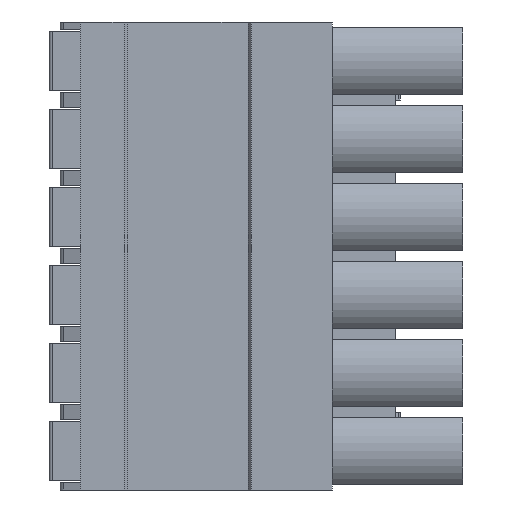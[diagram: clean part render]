
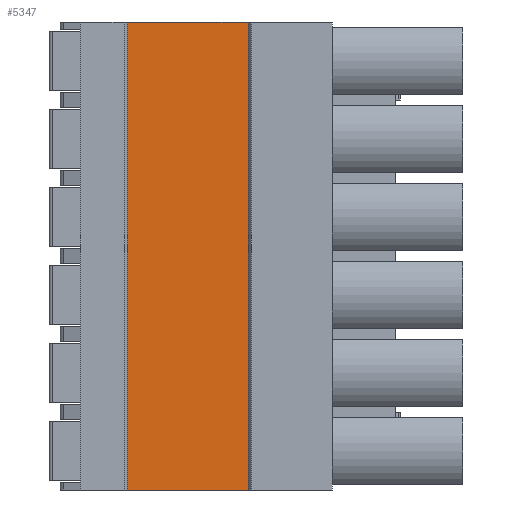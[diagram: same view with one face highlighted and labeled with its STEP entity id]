
A CAD part, left-side view. The second image highlights one B-rep face of the part: STEP entity #5347.
In plain terms, the highlighted planar face has unit normal (-1, 0, 0).
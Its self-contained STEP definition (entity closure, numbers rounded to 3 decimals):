
#59=DIRECTION('',(0.,-1.,0.));
#60=VECTOR('',#59,7.75);
#61=CARTESIAN_POINT('',(3.147,25.485,-27.5));
#62=LINE('',#61,#60);
#217=DIRECTION('',(0.,0.,1.));
#218=VECTOR('',#217,30.);
#219=CARTESIAN_POINT('',(3.147,17.735,-27.5));
#220=LINE('',#219,#218);
#221=DIRECTION('',(0.,0.,1.));
#222=VECTOR('',#221,30.);
#223=CARTESIAN_POINT('',(3.147,25.485,-27.5));
#224=LINE('',#223,#222);
#797=DIRECTION('',(0.,-1.,0.));
#798=VECTOR('',#797,7.75);
#799=CARTESIAN_POINT('',(3.147,25.485,2.5));
#800=LINE('',#799,#798);
#3981=CARTESIAN_POINT('',(3.147,25.485,-27.5));
#3982=VERTEX_POINT('',#3981);
#3983=CARTESIAN_POINT('',(3.147,17.735,-27.5));
#3984=VERTEX_POINT('',#3983);
#4017=CARTESIAN_POINT('',(3.147,25.485,2.5));
#4018=VERTEX_POINT('',#4017);
#4019=CARTESIAN_POINT('',(3.147,17.735,2.5));
#4020=VERTEX_POINT('',#4019);
#5334=CARTESIAN_POINT('',(3.147,25.485,-27.5));
#5335=DIRECTION('',(-1.,0.,0.));
#5336=DIRECTION('',(0.,-1.,0.));
#5337=AXIS2_PLACEMENT_3D('',#5334,#5335,#5336);
#5338=PLANE('',#5337);
#5339=ORIENTED_EDGE('',*,*,#5212,.F.);
#5341=ORIENTED_EDGE('',*,*,#5340,.T.);
#5343=ORIENTED_EDGE('',*,*,#5342,.T.);
#5344=ORIENTED_EDGE('',*,*,#5326,.F.);
#5345=EDGE_LOOP('',(#5339,#5341,#5343,#5344));
#5346=FACE_OUTER_BOUND('',#5345,.F.);
#5347=ADVANCED_FACE('',(#5346),#5338,.T.);
#5212=EDGE_CURVE('',#3982,#3984,#62,.T.);
#5326=EDGE_CURVE('',#3984,#4020,#220,.T.);
#5340=EDGE_CURVE('',#3982,#4018,#224,.T.);
#5342=EDGE_CURVE('',#4018,#4020,#800,.T.);
